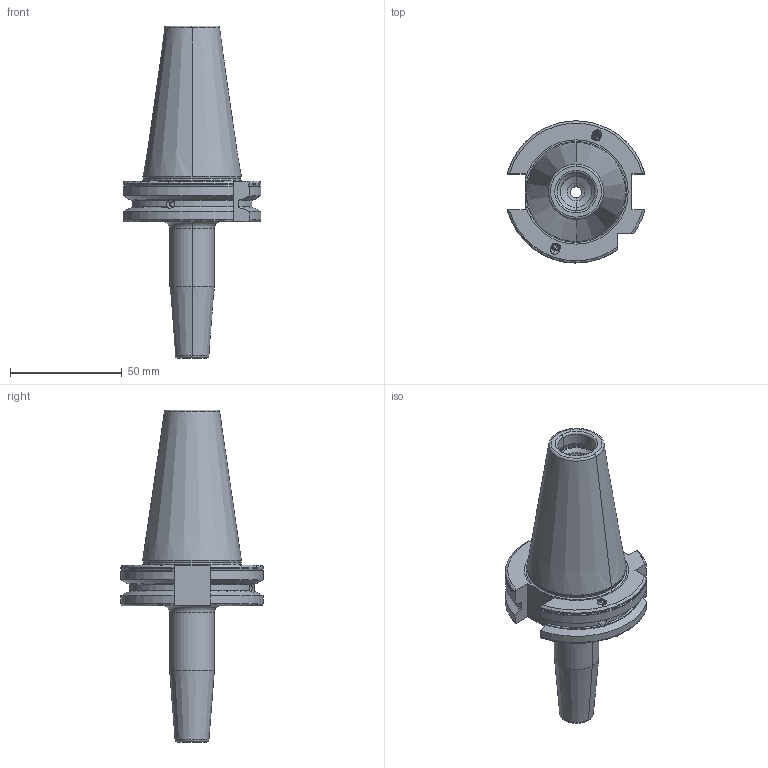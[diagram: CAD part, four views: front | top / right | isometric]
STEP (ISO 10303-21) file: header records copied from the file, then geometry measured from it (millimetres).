
FILE_DESCRIPTION((''),'2;1');
FILE_NAME('DC_403_70_05','2020-11-25T',('104091'),(''),'CREO PARAMETRIC BY PTC INC, 2016260','CREO PARAMETRIC BY PTC INC, 2016260','');
FILE_SCHEMA(('CONFIG_CONTROL_DESIGN'));
Length unit declared in the file: millimetre
Products named in the file (1): DC_403_70_05
Bounding box: 61.48 x 63.54 x 148.4 mm (x, y, z)
Volume: 116055.9 mm3; surface area: 26174.8 mm2
Topology: 1 solids, 1 shells, 178 faces, 449 edges, 279 vertices
Faces by surface type: cone 52, cylinder 46, plane 41, torus 39
Entity records: 5919 total; most frequent: CARTESIAN_POINT 1655, DIRECTION 891, ORIENTED_EDGE 888, EDGE_CURVE 444, AXIS2_PLACEMENT_3D 358, VERTEX_POINT 273, EDGE_LOOP 189, FACE_OUTER_BOUND 178
